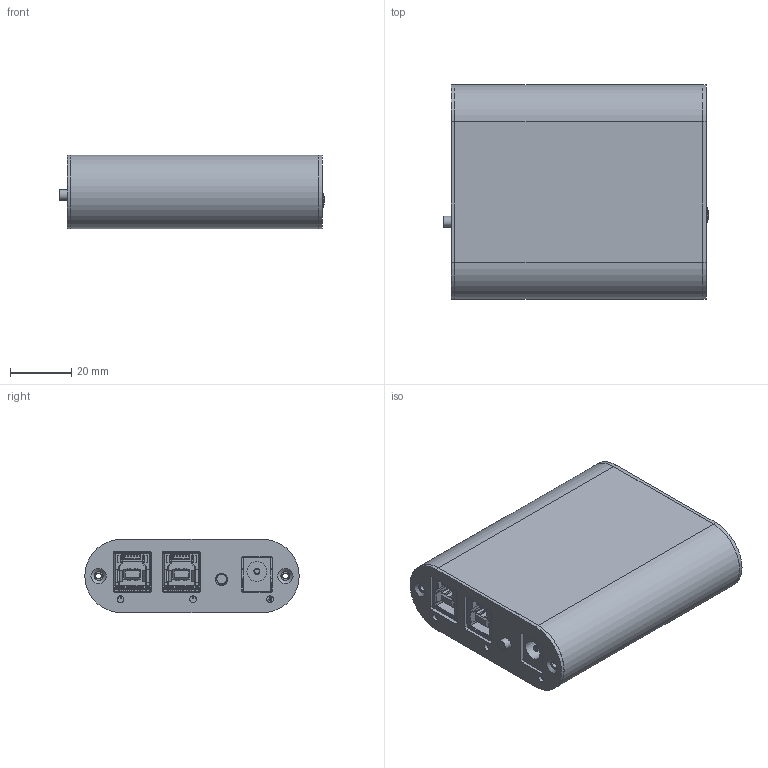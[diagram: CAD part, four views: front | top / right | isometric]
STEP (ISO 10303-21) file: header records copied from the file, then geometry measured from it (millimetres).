
FILE_DESCRIPTION(/* description */ (''),/* implementation_level */ '2;1');
FILE_NAME(/* name */ 'PCB-0129-TGGLE-REV3.3 (Installed).step',/* time_stamp */ '2025-05-02T15:24:39-04:00',/* author */ (''),/* organization */ (''),/* preprocessor_version */ 'ST-DEVELOPER v20.1',/* originating_system */ 'Autodesk Translation Framework v14.4.0.0',/* authorisation */ '');
FILE_SCHEMA (('AUTOMOTIVE_DESIGN { 1 0 10303 214 3 1 1 }'));
Products named in the file (40): PCB-0129-TGGLE-REV3.3 (Installed); Board; Open CASCADE STEP translator 7.5 1.1.1; BK1; 7773; Open CASCADE STEP translator 7.5 1.34.1.1; Open CASCADE STEP translator 7.5 1.34.1.2; J5; J4; K1; c-1-1825027-1-g-3d; J8; STEP-691322110004-rev1; 6913221100xx_PIN; 691325110004; J2_S2; J2_S1; 692221030100_Download_STP_692221030100_rev1; Housing1; Housing2; pin1; shielding; pin2; shielding_2; Housing3; pin3; pin4; pin5; pin3_mir2; pin4_mir2; J1; CUI_DEVICES_PJ-002A; J7; BM05B-SRSS-TB; J6; 484040003; Free-Models; PXM-0061-USB2B_R02 (Jan 13, 2021); PXM-0060-USB3A_R02 (Jan 13, 2021); 81mm_Enclosure_02126-56815_HF-A-117 Case (Nov 17, 2020)
Assembly tree (47 placements, depth 4):
  PCB-0129-TGGLE-REV3.3 (Installed)
    Board
      Open CASCADE STEP translator 7.5 1.1.1
    BK1
      7773
        Open CASCADE STEP translator 7.5 1.34.1.1
        Open CASCADE STEP translator 7.5 1.34.1.2
    J5
      484040003
    J4
      484040003
    K1
      c-1-1825027-1-g-3d
    J8
      STEP-691322110004-rev1
        6913221100xx_PIN  x4
        691325110004
    J2_S2
      692221030100_Download_STP_692221030100_rev1
        Housing1
        Housing2
        pin1  x2
        shielding
        pin2  x2
        shielding_2
        Housing3
        pin3
        pin4
        pin5
        pin3_mir2
        pin4_mir2
    J2_S1
      692221030100_Download_STP_692221030100_rev1
        Housing1
        Housing2
        pin1  x2
        shielding
        pin2  x2
        shielding_2
        Housing3
        pin3
        pin4
        pin5
        pin3_mir2
        pin4_mir2
    J1
      CUI_DEVICES_PJ-002A
    J7
      BM05B-SRSS-TB
    J6
      484040003
    Free-Models
      PXM-0061-USB2B_R02 (Jan 13, 2021)
      PXM-0060-USB3A_R02 (Jan 13, 2021)
      81mm_Enclosure_02126-56815_HF-A-117 Case (Nov 17, 2020)
Bounding box: 86.65 x 70 x 24.01 mm (x, y, z)
Volume: 41852.5 mm3; surface area: 68441.9 mm2
Topology: 45 solids, 45 shells, 5159 faces, 14784 edges, 9703 vertices
Faces by surface type: plane 3725, cylinder 1334, bspline 70, cone 15, torus 12, sphere 3
Full cylindrical faces by diameter (mm): 0.7 x37, 0.92 x8, 0.94 x4, 0.99 x2, 1 x8, 1.296 x2, 1.4 x4, 1.5 x3, 1.702 x4, 1.8 x4, 2 x1, 2.24 x3, 2.286 x10, 2.3 x4, 2.856 x1, 3 x4, 3.264 x1, 3.505 x1, 4 x1, 6.5 x1
Entity records: 85715 total; most frequent: CARTESIAN_POINT 16965, ORIENTED_EDGE 14172, DIRECTION 13383, EDGE_CURVE 7086, LINE 5687, VECTOR 5687, VERTEX_POINT 4653, AXIS2_PLACEMENT_3D 3848
